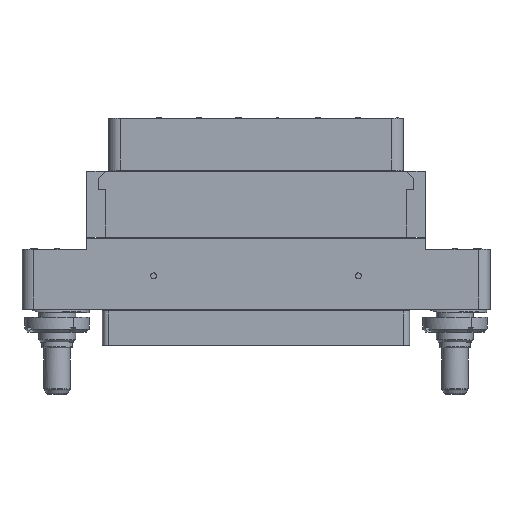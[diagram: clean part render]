
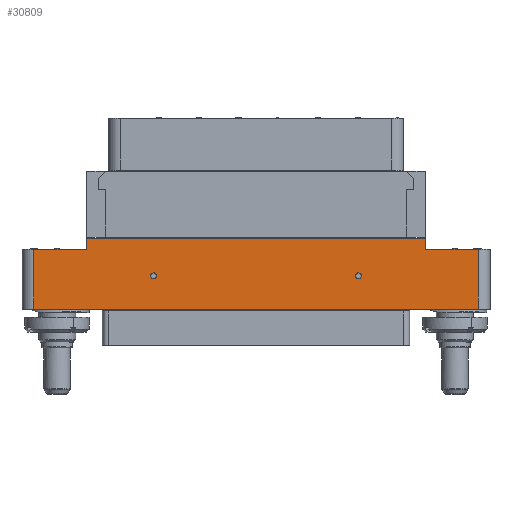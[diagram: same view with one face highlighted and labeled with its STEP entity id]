
A CAD part, top view. The second image highlights one B-rep face of the part: STEP entity #30809.
In plain terms, the highlighted planar face has unit normal (0, 0, 1).
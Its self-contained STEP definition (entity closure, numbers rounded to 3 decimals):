
#1=DIRECTION('',(-1.,0.,0.));
#2=VECTOR('',#1,76.);
#3=CARTESIAN_POINT('',(38.,0.,7.));
#4=LINE('',#3,#2);
#5=DIRECTION('',(1.,0.,0.));
#6=VECTOR('',#5,9.);
#7=CARTESIAN_POINT('',(-38.,10.25,7.));
#8=LINE('',#7,#6);
#9=DIRECTION('',(0.,1.,0.));
#10=VECTOR('',#9,1.9);
#11=CARTESIAN_POINT('',(-29.,10.25,7.));
#12=LINE('',#11,#10);
#13=DIRECTION('',(1.,0.,0.));
#14=VECTOR('',#13,58.);
#15=CARTESIAN_POINT('',(-29.,12.15,7.));
#16=LINE('',#15,#14);
#17=DIRECTION('',(0.,-1.,0.));
#18=VECTOR('',#17,1.9);
#19=CARTESIAN_POINT('',(29.,12.15,7.));
#20=LINE('',#19,#18);
#21=DIRECTION('',(1.,0.,0.));
#22=VECTOR('',#21,9.);
#23=CARTESIAN_POINT('',(29.,10.25,7.));
#24=LINE('',#23,#22);
#25=CARTESIAN_POINT('',(-17.5,5.7,7.));
#26=DIRECTION('',(0.,0.,-1.));
#27=DIRECTION('',(-1.,0.,0.));
#28=AXIS2_PLACEMENT_3D('',#25,#26,#27);
#30=CARTESIAN_POINT('',(-17.5,5.7,7.));
#31=DIRECTION('',(0.,0.,-1.));
#32=DIRECTION('',(1.,0.,0.));
#33=AXIS2_PLACEMENT_3D('',#30,#31,#32);
#35=CARTESIAN_POINT('',(17.5,5.7,7.));
#36=DIRECTION('',(0.,0.,-1.));
#37=DIRECTION('',(-1.,0.,0.));
#38=AXIS2_PLACEMENT_3D('',#35,#36,#37);
#40=CARTESIAN_POINT('',(17.5,5.7,7.));
#41=DIRECTION('',(0.,0.,-1.));
#42=DIRECTION('',(1.,0.,0.));
#43=AXIS2_PLACEMENT_3D('',#40,#41,#42);
#45=DIRECTION('',(0.,1.,0.));
#46=VECTOR('',#45,10.25);
#47=CARTESIAN_POINT('',(38.,0.,7.));
#48=LINE('',#47,#46);
#1141=DIRECTION('',(0.,-1.,0.));
#1142=VECTOR('',#1141,10.25);
#1143=CARTESIAN_POINT('',(-38.,10.25,7.));
#1144=LINE('',#1143,#1142);
#25208=CARTESIAN_POINT('',(-29.,10.25,7.));
#25209=CARTESIAN_POINT('',(-29.,12.15,7.));
#25210=VERTEX_POINT('',#25208);
#25211=VERTEX_POINT('',#25209);
#25212=CARTESIAN_POINT('',(29.,12.15,7.));
#25213=VERTEX_POINT('',#25212);
#25214=CARTESIAN_POINT('',(29.,10.25,7.));
#25215=VERTEX_POINT('',#25214);
#25232=CARTESIAN_POINT('',(38.,0.,7.));
#25233=CARTESIAN_POINT('',(38.,10.25,7.));
#25234=VERTEX_POINT('',#25232);
#25235=VERTEX_POINT('',#25233);
#25240=CARTESIAN_POINT('',(-38.,10.25,7.));
#25241=CARTESIAN_POINT('',(-38.,0.,7.));
#25242=VERTEX_POINT('',#25240);
#25243=VERTEX_POINT('',#25241);
#27750=CARTESIAN_POINT('',(-18.,5.7,7.));
#27751=CARTESIAN_POINT('',(-17.,5.7,7.));
#27752=VERTEX_POINT('',#27750);
#27753=VERTEX_POINT('',#27751);
#27754=CARTESIAN_POINT('',(17.,5.7,7.));
#27755=CARTESIAN_POINT('',(18.,5.7,7.));
#27756=VERTEX_POINT('',#27754);
#27757=VERTEX_POINT('',#27755);
#30774=CARTESIAN_POINT('',(0.,0.,7.));
#30775=DIRECTION('',(0.,0.,-1.));
#30776=DIRECTION('',(-1.,0.,0.));
#30777=AXIS2_PLACEMENT_3D('',#30774,#30775,#30776);
#30778=PLANE('',#30777);
#30780=ORIENTED_EDGE('',*,*,#30779,.F.);
#30782=ORIENTED_EDGE('',*,*,#30781,.T.);
#30784=ORIENTED_EDGE('',*,*,#30783,.F.);
#30786=ORIENTED_EDGE('',*,*,#30785,.T.);
#30788=ORIENTED_EDGE('',*,*,#30787,.T.);
#30790=ORIENTED_EDGE('',*,*,#30789,.T.);
#30792=ORIENTED_EDGE('',*,*,#30791,.T.);
#30794=ORIENTED_EDGE('',*,*,#30793,.T.);
#30795=EDGE_LOOP('',(#30780,#30782,#30784,#30786,#30788,#30790,#30792,#30794));
#30796=FACE_OUTER_BOUND('',#30795,.F.);
#30798=ORIENTED_EDGE('',*,*,#30797,.F.);
#30800=ORIENTED_EDGE('',*,*,#30799,.F.);
#30801=EDGE_LOOP('',(#30798,#30800));
#30802=FACE_BOUND('',#30801,.F.);
#30804=ORIENTED_EDGE('',*,*,#30803,.F.);
#30806=ORIENTED_EDGE('',*,*,#30805,.F.);
#30807=EDGE_LOOP('',(#30804,#30806));
#30808=FACE_BOUND('',#30807,.F.);
#30809=ADVANCED_FACE('',(#30796,#30802,#30808),#30778,.F.);
#29=CIRCLE('',#28,0.5);
#34=CIRCLE('',#33,0.5);
#39=CIRCLE('',#38,0.5);
#44=CIRCLE('',#43,0.5);
#30779=EDGE_CURVE('',#25234,#25235,#48,.T.);
#30781=EDGE_CURVE('',#25234,#25243,#4,.T.);
#30783=EDGE_CURVE('',#25242,#25243,#1144,.T.);
#30785=EDGE_CURVE('',#25242,#25210,#8,.T.);
#30787=EDGE_CURVE('',#25210,#25211,#12,.T.);
#30789=EDGE_CURVE('',#25211,#25213,#16,.T.);
#30791=EDGE_CURVE('',#25213,#25215,#20,.T.);
#30793=EDGE_CURVE('',#25215,#25235,#24,.T.);
#30797=EDGE_CURVE('',#27752,#27753,#29,.T.);
#30799=EDGE_CURVE('',#27753,#27752,#34,.T.);
#30803=EDGE_CURVE('',#27756,#27757,#39,.T.);
#30805=EDGE_CURVE('',#27757,#27756,#44,.T.);
